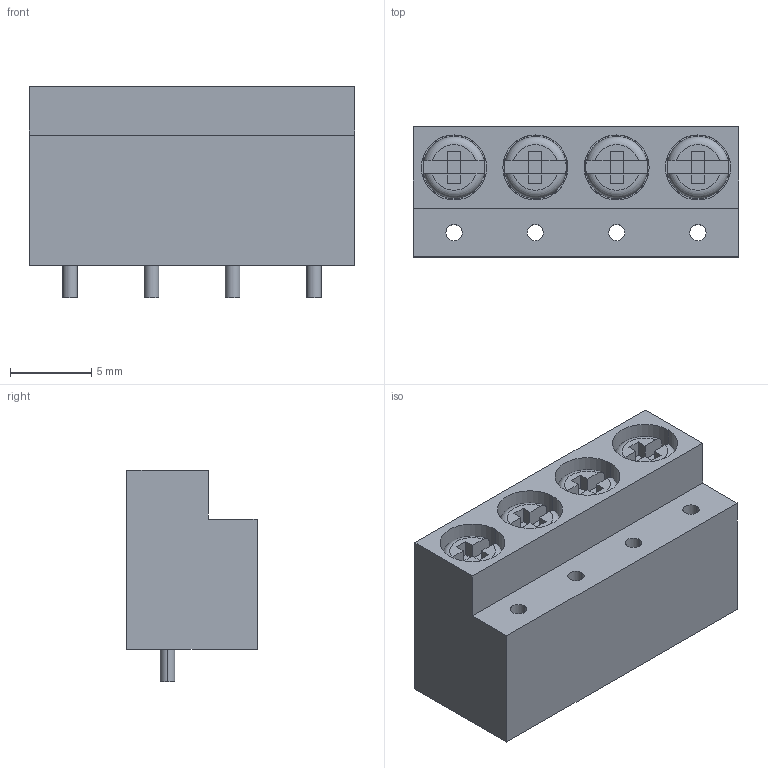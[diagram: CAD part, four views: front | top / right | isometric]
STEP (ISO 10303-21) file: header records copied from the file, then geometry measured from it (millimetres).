
FILE_DESCRIPTION (( 'STEP AP214' ), '1' );
FILE_NAME ('050-4.STEP', '2007-11-27T02:15:48', ( 'Chinese User' ), ( 'Chinese ORG' ), 'SwSTEP 2.0', 'SolidWorks 2004231', '' );
FILE_SCHEMA (( 'AUTOMOTIVE_DESIGN' ));
Length unit declared in the file: millimetre
Products named in the file (1): 050-4
Bounding box: 20 x 8 x 13 mm (x, y, z)
Volume: 1348.1 mm3; surface area: 2346.3 mm2
Topology: 1 solids, 1 shells, 248 faces, 610 edges, 364 vertices
Faces by surface type: plane 208, cylinder 32, torus 8
Entity records: 9948 total; most frequent: CARTESIAN_POINT 1324, ORIENTED_EDGE 1220, DIRECTION 1189, EDGE_CURVE 610, VECTOR 483, LINE 483, VERTEX_POINT 364, AXIS2_PLACEMENT_3D 353
